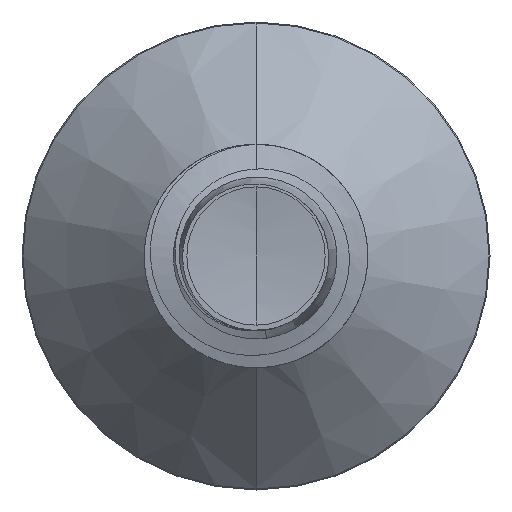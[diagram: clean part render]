
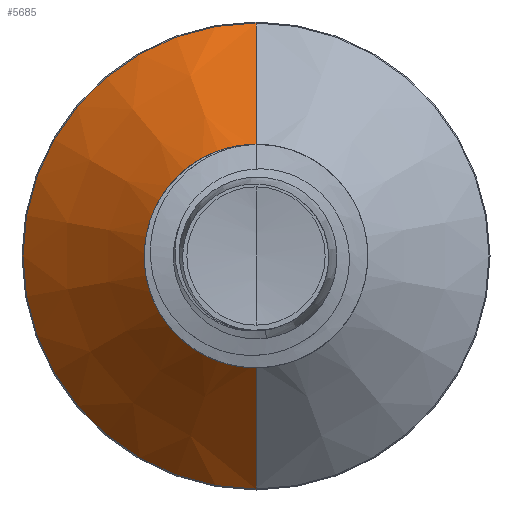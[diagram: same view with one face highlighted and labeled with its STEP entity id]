
A CAD part, front view. The second image highlights one B-rep face of the part: STEP entity #5685.
In plain terms, the highlighted conical face has half-angle 45 degrees and reference radius 0.775 mm.
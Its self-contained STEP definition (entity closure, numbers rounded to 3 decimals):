
#112 = DIRECTION ( 'NONE',  ( 0., 1., 0. ) ) ;
#586 = DIRECTION ( 'NONE',  ( 0., 0., 1. ) ) ;
#1606 = CARTESIAN_POINT ( 'NONE',  ( 0., 2.75, 0.775 ) ) ;
#1640 = EDGE_LOOP ( 'NONE', ( #6195, #9691, #8408, #12032 ) ) ;
#2020 = VERTEX_POINT ( 'NONE', #1606 ) ;
#2766 = LINE ( 'NONE', #10197, #8188 ) ;
#3534 = CARTESIAN_POINT ( 'NONE',  ( 0., 2.75, 0.775 ) ) ;
#3619 = CONICAL_SURFACE ( 'NONE', #4970, 0.775, 0.785 ) ;
#4495 = VERTEX_POINT ( 'NONE', #11885 ) ;
#4923 = CARTESIAN_POINT ( 'NONE',  ( 0., 2.75, 0. ) ) ;
#4969 = EDGE_CURVE ( 'NONE', #4495, #13360, #2766, .T. ) ;
#4970 = AXIS2_PLACEMENT_3D ( 'NONE', #6058, #8227, #586 ) ;
#5685 = ADVANCED_FACE ( 'NONE', ( #9995 ), #3619, .T. ) ;
#6005 = DIRECTION ( 'NONE',  ( 0., 0., 1. ) ) ;
#6058 = CARTESIAN_POINT ( 'NONE',  ( 0., 2.75, 0. ) ) ;
#6195 = ORIENTED_EDGE ( 'NONE', *, *, #4969, .F. ) ;
#6471 = VECTOR ( 'NONE', #10047, 1000. ) ;
#6504 = AXIS2_PLACEMENT_3D ( 'NONE', #6643, #112, #7729 ) ;
#6643 = CARTESIAN_POINT ( 'NONE',  ( 0., 3.643, 0. ) ) ;
#6874 = EDGE_CURVE ( 'NONE', #4495, #2020, #9815, .T. ) ;
#6875 = AXIS2_PLACEMENT_3D ( 'NONE', #4923, #12393, #6005 ) ;
#6948 = VERTEX_POINT ( 'NONE', #10255 ) ;
#7729 = DIRECTION ( 'NONE',  ( 0., 0., 1. ) ) ;
#8188 = VECTOR ( 'NONE', #9134, 1000. ) ;
#8227 = DIRECTION ( 'NONE',  ( 0., 1., 0. ) ) ;
#8408 = ORIENTED_EDGE ( 'NONE', *, *, #8746, .T. ) ;
#8746 = EDGE_CURVE ( 'NONE', #2020, #6948, #9643, .T. ) ;
#9134 = DIRECTION ( 'NONE',  ( 0., 0.707, -0.707 ) ) ;
#9643 = LINE ( 'NONE', #3534, #6471 ) ;
#9691 = ORIENTED_EDGE ( 'NONE', *, *, #6874, .T. ) ;
#9815 = CIRCLE ( 'NONE', #6875, 0.775 ) ;
#9995 = FACE_OUTER_BOUND ( 'NONE', #1640, .T. ) ;
#10047 = DIRECTION ( 'NONE',  ( 0., 0.707, 0.707 ) ) ;
#10197 = CARTESIAN_POINT ( 'NONE',  ( 0., 2.75, -0.775 ) ) ;
#10255 = CARTESIAN_POINT ( 'NONE',  ( 0., 3.643, 1.668 ) ) ;
#10809 = CARTESIAN_POINT ( 'NONE',  ( 0., 3.643, -1.668 ) ) ;
#10882 = EDGE_CURVE ( 'NONE', #13360, #6948, #13779, .T. ) ;
#11885 = CARTESIAN_POINT ( 'NONE',  ( 0., 2.75, -0.775 ) ) ;
#12032 = ORIENTED_EDGE ( 'NONE', *, *, #10882, .F. ) ;
#12393 = DIRECTION ( 'NONE',  ( 0., 1., 0. ) ) ;
#13360 = VERTEX_POINT ( 'NONE', #10809 ) ;
#13779 = CIRCLE ( 'NONE', #6504, 1.668 ) ;
